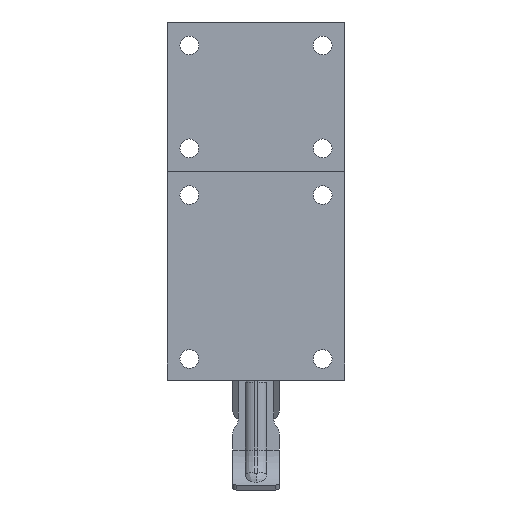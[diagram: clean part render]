
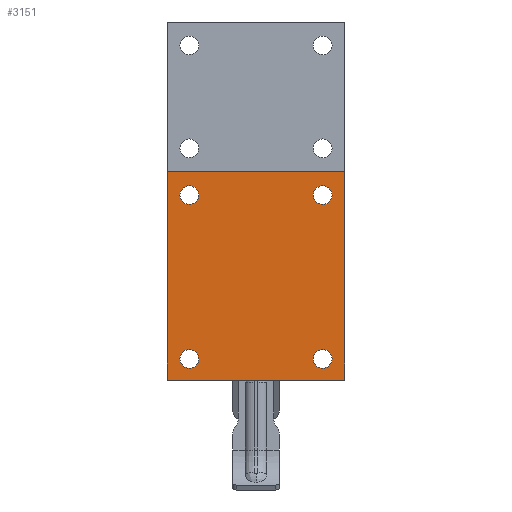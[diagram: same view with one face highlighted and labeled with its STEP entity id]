
A CAD part, front view. The second image highlights one B-rep face of the part: STEP entity #3151.
In plain terms, the highlighted planar face has unit normal (0, -1, 0).
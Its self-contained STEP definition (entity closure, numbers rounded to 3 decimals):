
#317 = PLANE ( 'NONE',  #3573 ) ;
#329 = DIRECTION ( 'NONE',  ( 0., 1., 0. ) ) ;
#408 = DIRECTION ( 'NONE',  ( 0., 0., 1. ) ) ;
#411 = CARTESIAN_POINT ( 'NONE',  ( -38., -22., 21.5 ) ) ;
#433 = CARTESIAN_POINT ( 'NONE',  ( -28.5, -22., -58.5 ) ) ;
#467 = DIRECTION ( 'NONE',  ( 0., 1., 0. ) ) ;
#519 = CARTESIAN_POINT ( 'NONE',  ( 28.5, -22., -58.5 ) ) ;
#521 = DIRECTION ( 'NONE',  ( 0., 0., 1. ) ) ;
#561 = DIRECTION ( 'NONE',  ( 0., 0., 1. ) ) ;
#633 = DIRECTION ( 'NONE',  ( 0., 1., 0. ) ) ;
#649 = DIRECTION ( 'NONE',  ( 0., 0., 1. ) ) ;
#651 = DIRECTION ( 'NONE',  ( 0., 1., 0. ) ) ;
#673 = CARTESIAN_POINT ( 'NONE',  ( -38., -22., -67.5 ) ) ;
#704 = CARTESIAN_POINT ( 'NONE',  ( -28.5, -22., 11.5 ) ) ;
#729 = DIRECTION ( 'NONE',  ( 0., 0., 1. ) ) ;
#828 = VECTOR ( 'NONE', #4605, 1000. ) ;
#831 = AXIS2_PLACEMENT_3D ( 'NONE', #433, #633, #649 ) ;
#839 = CIRCLE ( 'NONE', #921, 4. ) ;
#853 = AXIS2_PLACEMENT_3D ( 'NONE', #704, #651, #521 ) ;
#899 = AXIS2_PLACEMENT_3D ( 'NONE', #4357, #4479, #4762 ) ;
#908 = CIRCLE ( 'NONE', #899, 4. ) ;
#921 = AXIS2_PLACEMENT_3D ( 'NONE', #519, #329, #561 ) ;
#923 = CIRCLE ( 'NONE', #853, 4. ) ;
#949 = CIRCLE ( 'NONE', #831, 4. ) ;
#968 = VECTOR ( 'NONE', #729, 1000. ) ;
#988 = VECTOR ( 'NONE', #4835, 1000. ) ;
#1230 = CARTESIAN_POINT ( 'NONE',  ( -28.5, -22., 7.5 ) ) ;
#1238 = CARTESIAN_POINT ( 'NONE',  ( 28.5, -22., 7.5 ) ) ;
#1250 = CARTESIAN_POINT ( 'NONE',  ( -28.5, -22., 15.5 ) ) ;
#1322 = CARTESIAN_POINT ( 'NONE',  ( 38., -22., -67.5 ) ) ;
#1371 = CARTESIAN_POINT ( 'NONE',  ( -38., -22., 21.5 ) ) ;
#1463 = LINE ( 'NONE', #2839, #7180 ) ;
#1864 = LINE ( 'NONE', #4543, #988 ) ;
#1877 = LINE ( 'NONE', #4647, #828 ) ;
#1926 = LINE ( 'NONE', #673, #968 ) ;
#1954 = FACE_BOUND ( 'NONE', #3896, .T. ) ;
#1955 = FACE_BOUND ( 'NONE', #5441, .T. ) ;
#1956 = FACE_BOUND ( 'NONE', #6706, .T. ) ;
#1957 = FACE_BOUND ( 'NONE', #7606, .T. ) ;
#1958 = FACE_OUTER_BOUND ( 'NONE', #6693, .T. ) ;
#2256 = AXIS2_PLACEMENT_3D ( 'NONE', #5797, #5747, #5726 ) ;
#2259 = CIRCLE ( 'NONE', #2289, 4. ) ;
#2263 = AXIS2_PLACEMENT_3D ( 'NONE', #6068, #5843, #5943 ) ;
#2289 = AXIS2_PLACEMENT_3D ( 'NONE', #6086, #5950, #5757 ) ;
#2324 = EDGE_CURVE ( 'NONE', #6762, #6911, #1864, .T. ) ;
#2344 = EDGE_CURVE ( 'NONE', #6876, #6960, #908, .T. ) ;
#2347 = EDGE_CURVE ( 'NONE', #6911, #6771, #1877, .T. ) ;
#2637 = DIRECTION ( 'NONE',  ( 0., 1., 0. ) ) ;
#2723 = CARTESIAN_POINT ( 'NONE',  ( -28.5, -22., -58.5 ) ) ;
#2729 = DIRECTION ( 'NONE',  ( 0., 0., 1. ) ) ;
#2816 = DIRECTION ( 'NONE',  ( 1., 0., 0. ) ) ;
#2839 = CARTESIAN_POINT ( 'NONE',  ( -38., -22., 21.5 ) ) ;
#3072 = EDGE_CURVE ( 'NONE', #6803, #6821, #949, .T. ) ;
#3076 = EDGE_CURVE ( 'NONE', #6814, #6751, #839, .T. ) ;
#3077 = EDGE_CURVE ( 'NONE', #6997, #6945, #923, .T. ) ;
#3095 = EDGE_CURVE ( 'NONE', #6771, #6920, #1926, .T. ) ;
#3151 = ADVANCED_FACE ( 'NONE', ( #1954, #1955, #1956, #1957, #1958 ), #317, .F. ) ;
#3573 = AXIS2_PLACEMENT_3D ( 'NONE', #411, #467, #408 ) ;
#3896 = EDGE_LOOP ( 'NONE', ( #4171, #4144 ) ) ;
#4144 = ORIENTED_EDGE ( 'NONE', *, *, #5668, .T. ) ;
#4152 = ORIENTED_EDGE ( 'NONE', *, *, #5304, .F. ) ;
#4171 = ORIENTED_EDGE ( 'NONE', *, *, #3077, .T. ) ;
#4174 = ORIENTED_EDGE ( 'NONE', *, *, #3072, .T. ) ;
#4357 = CARTESIAN_POINT ( 'NONE',  ( 28.5, -22., 11.5 ) ) ;
#4479 = DIRECTION ( 'NONE',  ( 0., 1., 0. ) ) ;
#4543 = CARTESIAN_POINT ( 'NONE',  ( 38., -22., -67.5 ) ) ;
#4605 = DIRECTION ( 'NONE',  ( -1., 0., 0. ) ) ;
#4647 = CARTESIAN_POINT ( 'NONE',  ( -38., -22., -67.5 ) ) ;
#4762 = DIRECTION ( 'NONE',  ( 0., 0., 1. ) ) ;
#4835 = DIRECTION ( 'NONE',  ( 0., 0., -1. ) ) ;
#5284 = EDGE_CURVE ( 'NONE', #6821, #6803, #7198, .T. ) ;
#5304 = EDGE_CURVE ( 'NONE', #6920, #6762, #1463, .T. ) ;
#5441 = EDGE_LOOP ( 'NONE', ( #5763, #5758 ) ) ;
#5668 = EDGE_CURVE ( 'NONE', #6945, #6997, #7232, .T. ) ;
#5672 = EDGE_CURVE ( 'NONE', #6960, #6876, #7218, .T. ) ;
#5677 = EDGE_CURVE ( 'NONE', #6751, #6814, #2259, .T. ) ;
#5726 = DIRECTION ( 'NONE',  ( 0., 0., 1. ) ) ;
#5729 = CARTESIAN_POINT ( 'NONE',  ( -38., -22., -67.5 ) ) ;
#5736 = CARTESIAN_POINT ( 'NONE',  ( 38., -22., 21.5 ) ) ;
#5744 = CARTESIAN_POINT ( 'NONE',  ( 28.5, -22., 15.5 ) ) ;
#5747 = DIRECTION ( 'NONE',  ( 0., 1., 0. ) ) ;
#5757 = DIRECTION ( 'NONE',  ( 0., 0., 1. ) ) ;
#5758 = ORIENTED_EDGE ( 'NONE', *, *, #5672, .T. ) ;
#5763 = ORIENTED_EDGE ( 'NONE', *, *, #2344, .T. ) ;
#5764 = ORIENTED_EDGE ( 'NONE', *, *, #2347, .F. ) ;
#5766 = ORIENTED_EDGE ( 'NONE', *, *, #3076, .T. ) ;
#5778 = ORIENTED_EDGE ( 'NONE', *, *, #2324, .F. ) ;
#5789 = ORIENTED_EDGE ( 'NONE', *, *, #5677, .T. ) ;
#5796 = ORIENTED_EDGE ( 'NONE', *, *, #5284, .T. ) ;
#5797 = CARTESIAN_POINT ( 'NONE',  ( -28.5, -22., 11.5 ) ) ;
#5809 = ORIENTED_EDGE ( 'NONE', *, *, #3095, .F. ) ;
#5843 = DIRECTION ( 'NONE',  ( 0., 1., 0. ) ) ;
#5900 = CARTESIAN_POINT ( 'NONE',  ( -28.5, -22., -62.5 ) ) ;
#5943 = DIRECTION ( 'NONE',  ( 0., 0., 1. ) ) ;
#5950 = DIRECTION ( 'NONE',  ( 0., 1., 0. ) ) ;
#5980 = CARTESIAN_POINT ( 'NONE',  ( 28.5, -22., -54.5 ) ) ;
#6068 = CARTESIAN_POINT ( 'NONE',  ( 28.5, -22., 11.5 ) ) ;
#6086 = CARTESIAN_POINT ( 'NONE',  ( 28.5, -22., -58.5 ) ) ;
#6094 = CARTESIAN_POINT ( 'NONE',  ( -28.5, -22., -54.5 ) ) ;
#6116 = CARTESIAN_POINT ( 'NONE',  ( 28.5, -22., -62.5 ) ) ;
#6693 = EDGE_LOOP ( 'NONE', ( #5809, #5764, #5778, #4152 ) ) ;
#6706 = EDGE_LOOP ( 'NONE', ( #5766, #5789 ) ) ;
#6751 = VERTEX_POINT ( 'NONE', #6116 ) ;
#6762 = VERTEX_POINT ( 'NONE', #5736 ) ;
#6771 = VERTEX_POINT ( 'NONE', #5729 ) ;
#6803 = VERTEX_POINT ( 'NONE', #6094 ) ;
#6814 = VERTEX_POINT ( 'NONE', #5980 ) ;
#6821 = VERTEX_POINT ( 'NONE', #5900 ) ;
#6876 = VERTEX_POINT ( 'NONE', #5744 ) ;
#6911 = VERTEX_POINT ( 'NONE', #1322 ) ;
#6920 = VERTEX_POINT ( 'NONE', #1371 ) ;
#6945 = VERTEX_POINT ( 'NONE', #1230 ) ;
#6960 = VERTEX_POINT ( 'NONE', #1238 ) ;
#6997 = VERTEX_POINT ( 'NONE', #1250 ) ;
#7126 = AXIS2_PLACEMENT_3D ( 'NONE', #2723, #2637, #2729 ) ;
#7180 = VECTOR ( 'NONE', #2816, 1000. ) ;
#7198 = CIRCLE ( 'NONE', #7126, 4. ) ;
#7218 = CIRCLE ( 'NONE', #2263, 4. ) ;
#7232 = CIRCLE ( 'NONE', #2256, 4. ) ;
#7606 = EDGE_LOOP ( 'NONE', ( #4174, #5796 ) ) ;
